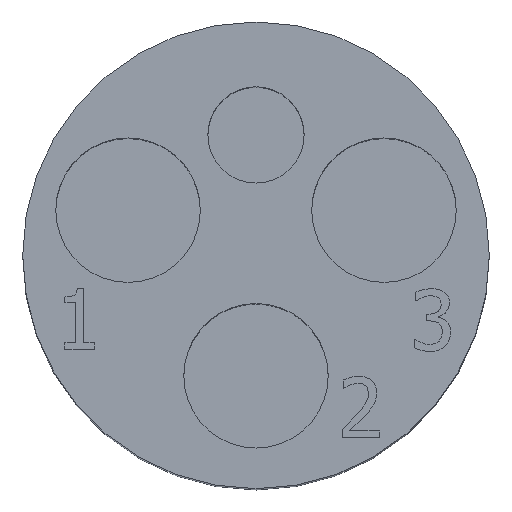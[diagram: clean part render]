
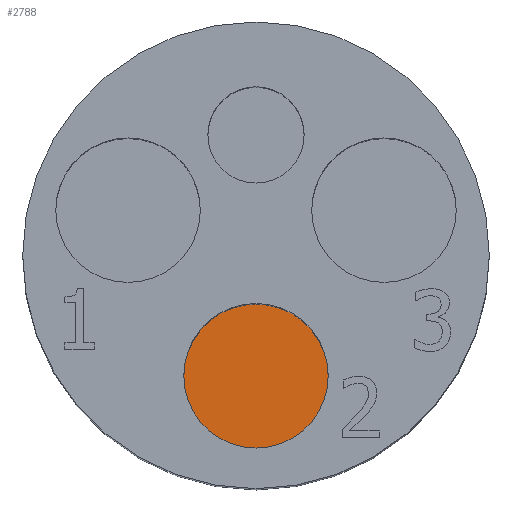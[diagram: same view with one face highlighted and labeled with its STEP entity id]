
A CAD part, top view. The second image highlights one B-rep face of the part: STEP entity #2788.
In plain terms, the highlighted planar face has unit normal (0, 0, 1).
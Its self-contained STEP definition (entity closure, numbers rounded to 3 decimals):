
#554=PLANE($,#2918);
#702=FACE_OUTER_BOUND($,#858,.T.);
#858=EDGE_LOOP($,(#2526));
#939=CIRCLE($,#2916,2.4);
#1365=VERTEX_POINT($,#5387);
#1774=EDGE_CURVE($,#1365,#1365,#939,.T.);
#2526=ORIENTED_EDGE($,*,*,#1774,.T.);
#2788=ADVANCED_FACE($,(#702),#554,.F.);
#2916=AXIS2_PLACEMENT_3D($,#5388,#3349,#3350);
#2918=AXIS2_PLACEMENT_3D($,#5391,#3353,#3354);
#3349=DIRECTION('center_axis',(0.,0.,1.));
#3350=DIRECTION('ref_axis',(-1.,0.,0.));
#3353=DIRECTION('center_axis',(0.,0.,-1.));
#3354=DIRECTION('ref_axis',(-1.,0.,0.));
#5387=CARTESIAN_POINT('',(2.4,-4.,12.5));
#5388=CARTESIAN_POINT('Origin',(0.,-4.,12.5));
#5391=CARTESIAN_POINT('Origin',(0.,-4.,12.5));
